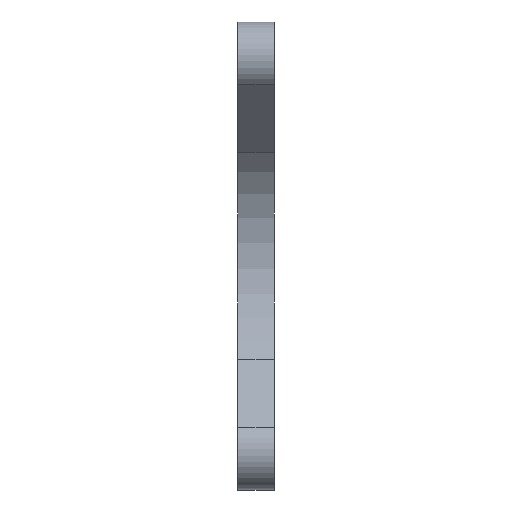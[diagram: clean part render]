
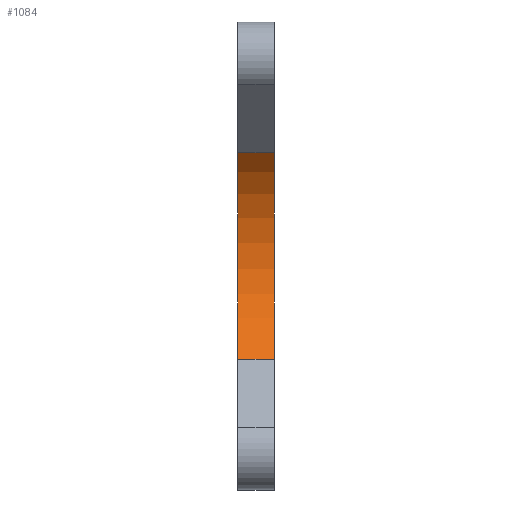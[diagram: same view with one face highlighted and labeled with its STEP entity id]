
A CAD part, left-side view. The second image highlights one B-rep face of the part: STEP entity #1084.
In plain terms, the highlighted cylindrical face has radius 12 mm (diameter 24 mm), a partial arc.
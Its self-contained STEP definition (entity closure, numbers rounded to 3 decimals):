
#50 = CARTESIAN_POINT ( 'NONE',  ( -21.213, 0., 0. ) ) ;
#52 = DIRECTION ( 'NONE',  ( 0., 1., 0. ) ) ;
#92 = DIRECTION ( 'NONE',  ( 0., -1., 0. ) ) ;
#201 = AXIS2_PLACEMENT_3D ( 'NONE', #629, #52, #213 ) ;
#213 = DIRECTION ( 'NONE',  ( 0., 0., 1. ) ) ;
#215 = AXIS2_PLACEMENT_3D ( 'NONE', #50, #534, #1230 ) ;
#227 = LINE ( 'NONE', #725, #778 ) ;
#237 = EDGE_CURVE ( 'NONE', #1021, #748, #227, .T. ) ;
#248 = EDGE_CURVE ( 'NONE', #1021, #270, #1125, .T. ) ;
#270 = VERTEX_POINT ( 'NONE', #1047 ) ;
#392 = CARTESIAN_POINT ( 'NONE',  ( -12.728, 3., 8.485 ) ) ;
#397 = ORIENTED_EDGE ( 'NONE', *, *, #248, .T. ) ;
#400 = CYLINDRICAL_SURFACE ( 'NONE', #1225, 12. ) ;
#406 = LINE ( 'NONE', #811, #982 ) ;
#429 = DIRECTION ( 'NONE',  ( 0., -1., 0. ) ) ;
#534 = DIRECTION ( 'NONE',  ( 0., 1., 0. ) ) ;
#603 = FACE_OUTER_BOUND ( 'NONE', #935, .T. ) ;
#629 = CARTESIAN_POINT ( 'NONE',  ( -21.213, 3., 0. ) ) ;
#725 = CARTESIAN_POINT ( 'NONE',  ( -12.728, 3., 8.485 ) ) ;
#743 = CARTESIAN_POINT ( 'NONE',  ( -12.728, 0., 8.485 ) ) ;
#748 = VERTEX_POINT ( 'NONE', #743 ) ;
#778 = VECTOR ( 'NONE', #429, 1000. ) ;
#779 = CARTESIAN_POINT ( 'NONE',  ( -12.728, 0., -8.485 ) ) ;
#791 = ORIENTED_EDGE ( 'NONE', *, *, #998, .T. ) ;
#798 = DIRECTION ( 'NONE',  ( 0., 0., -1. ) ) ;
#811 = CARTESIAN_POINT ( 'NONE',  ( -12.728, 3., -8.485 ) ) ;
#820 = ORIENTED_EDGE ( 'NONE', *, *, #941, .F. ) ;
#870 = ORIENTED_EDGE ( 'NONE', *, *, #237, .F. ) ;
#895 = CARTESIAN_POINT ( 'NONE',  ( -21.213, 3., 0. ) ) ;
#935 = EDGE_LOOP ( 'NONE', ( #820, #870, #397, #791 ) ) ;
#941 = EDGE_CURVE ( 'NONE', #748, #1278, #1193, .T. ) ;
#982 = VECTOR ( 'NONE', #1000, 1000. ) ;
#998 = EDGE_CURVE ( 'NONE', #270, #1278, #406, .T. ) ;
#1000 = DIRECTION ( 'NONE',  ( 0., -1., 0. ) ) ;
#1021 = VERTEX_POINT ( 'NONE', #392 ) ;
#1047 = CARTESIAN_POINT ( 'NONE',  ( -12.728, 3., -8.485 ) ) ;
#1084 = ADVANCED_FACE ( 'NONE', ( #603 ), #400, .F. ) ;
#1125 = CIRCLE ( 'NONE', #201, 12. ) ;
#1193 = CIRCLE ( 'NONE', #215, 12. ) ;
#1225 = AXIS2_PLACEMENT_3D ( 'NONE', #895, #92, #798 ) ;
#1230 = DIRECTION ( 'NONE',  ( 0., 0., 1. ) ) ;
#1278 = VERTEX_POINT ( 'NONE', #779 ) ;
